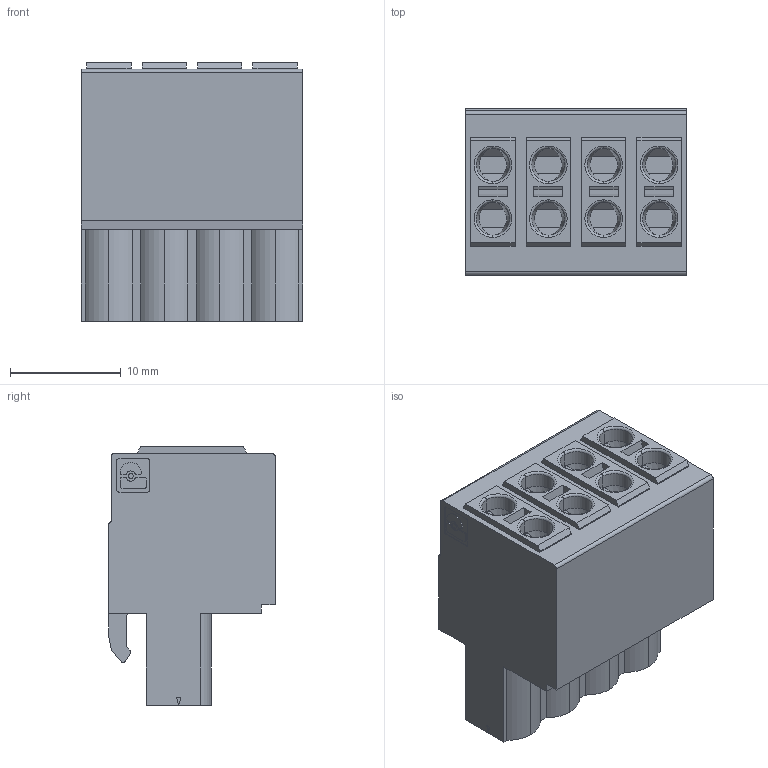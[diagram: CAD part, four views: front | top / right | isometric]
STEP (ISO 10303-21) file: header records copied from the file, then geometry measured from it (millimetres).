
FILE_DESCRIPTION(/* description */ ('Alibre Inc.'),/* implementation_level */ '2;1');
FILE_NAME(/* name */ 'export-5E476ADD-0B6B-423C-8E95-181882271583',/* time_stamp */ '2019-01-30T08:22:27+01:00',/* author */ (''),/* organization */ (''),/* preprocessor_version */ 'ST-DEVELOPER v17',/* originating_system */ 'Alibre',/* authorisation */ '');
FILE_SCHEMA (('AUTOMOTIVE_DESIGN'));
Length unit declared in the file: millimetre
Products named in the file (2): ID_1
Bounding box: 20 x 15 x 23.35 mm (x, y, z)
Volume: 4735.7 mm3; surface area: 3001.7 mm2
Topology: 1 solids, 1 shells, 369 faces, 873 edges, 545 vertices
Faces by surface type: plane 229, cylinder 100, cone 24, torus 16
Entity records: 9708 total; most frequent: ORIENTED_EDGE 1746, CARTESIAN_POINT 1665, DIRECTION 1417, EDGE_CURVE 873, VECTOR 591, LINE 591, VERTEX_POINT 545, AXIS2_PLACEMENT_3D 529
